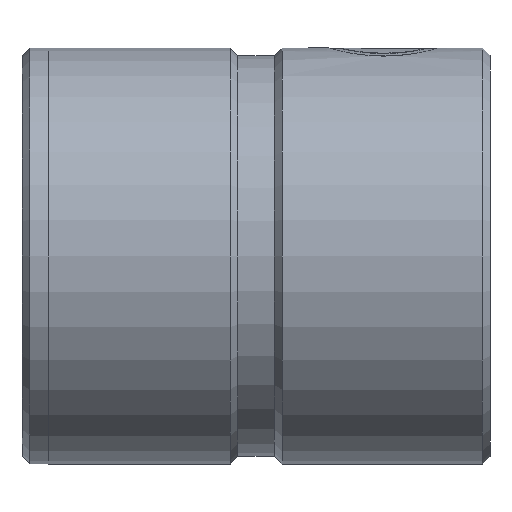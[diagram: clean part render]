
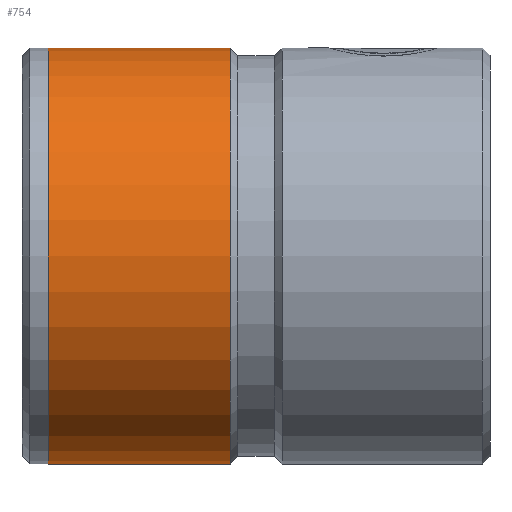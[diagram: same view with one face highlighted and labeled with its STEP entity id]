
A CAD part, left-side view. The second image highlights one B-rep face of the part: STEP entity #754.
In plain terms, the highlighted cylindrical face has radius 40 mm (diameter 80 mm), a partial arc.
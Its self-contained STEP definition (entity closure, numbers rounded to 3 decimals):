
#44 = DIRECTION ( 'NONE',  ( 0., 0., -1. ) ) ;
#79 = CARTESIAN_POINT ( 'NONE',  ( 0., 85., 40. ) ) ;
#147 = CARTESIAN_POINT ( 'NONE',  ( 0., 50., 0. ) ) ;
#150 = ORIENTED_EDGE ( 'NONE', *, *, #181, .T. ) ;
#181 = EDGE_CURVE ( 'NONE', #1062, #1542, #426, .T. ) ;
#265 = FACE_OUTER_BOUND ( 'NONE', #1306, .T. ) ;
#286 = DIRECTION ( 'NONE',  ( 0., 0., -1. ) ) ;
#307 = AXIS2_PLACEMENT_3D ( 'NONE', #1688, #888, #44 ) ;
#341 = AXIS2_PLACEMENT_3D ( 'NONE', #945, #560, #428 ) ;
#426 = CIRCLE ( 'NONE', #307, 40. ) ;
#428 = DIRECTION ( 'NONE',  ( 0., 0., -1. ) ) ;
#436 = CIRCLE ( 'NONE', #1504, 40. ) ;
#446 = VECTOR ( 'NONE', #935, 1000. ) ;
#499 = ORIENTED_EDGE ( 'NONE', *, *, #1554, .T. ) ;
#560 = DIRECTION ( 'NONE',  ( 0., -1., 0. ) ) ;
#736 = VERTEX_POINT ( 'NONE', #1413 ) ;
#744 = CYLINDRICAL_SURFACE ( 'NONE', #341, 40. ) ;
#754 = ADVANCED_FACE ( 'NONE', ( #265 ), #744, .T. ) ;
#796 = LINE ( 'NONE', #810, #446 ) ;
#810 = CARTESIAN_POINT ( 'NONE',  ( 0., 0., -40. ) ) ;
#888 = DIRECTION ( 'NONE',  ( 0., -1., 0. ) ) ;
#893 = DIRECTION ( 'NONE',  ( 0., -1., 0. ) ) ;
#902 = EDGE_CURVE ( 'NONE', #736, #1678, #436, .T. ) ;
#935 = DIRECTION ( 'NONE',  ( 0., -1., 0. ) ) ;
#945 = CARTESIAN_POINT ( 'NONE',  ( 0., 0., 0. ) ) ;
#979 = ORIENTED_EDGE ( 'NONE', *, *, #902, .F. ) ;
#1017 = VECTOR ( 'NONE', #893, 1000. ) ;
#1062 = VERTEX_POINT ( 'NONE', #79 ) ;
#1080 = DIRECTION ( 'NONE',  ( 0., -1., 0. ) ) ;
#1253 = CARTESIAN_POINT ( 'NONE',  ( 0., 50., -40. ) ) ;
#1282 = ORIENTED_EDGE ( 'NONE', *, *, #1312, .F. ) ;
#1306 = EDGE_LOOP ( 'NONE', ( #1282, #150, #499, #979 ) ) ;
#1312 = EDGE_CURVE ( 'NONE', #1062, #736, #1457, .T. ) ;
#1413 = CARTESIAN_POINT ( 'NONE',  ( 0., 50., 40. ) ) ;
#1457 = LINE ( 'NONE', #1690, #1017 ) ;
#1504 = AXIS2_PLACEMENT_3D ( 'NONE', #147, #1080, #286 ) ;
#1542 = VERTEX_POINT ( 'NONE', #1608 ) ;
#1554 = EDGE_CURVE ( 'NONE', #1542, #1678, #796, .T. ) ;
#1608 = CARTESIAN_POINT ( 'NONE',  ( 0., 85., -40. ) ) ;
#1678 = VERTEX_POINT ( 'NONE', #1253 ) ;
#1688 = CARTESIAN_POINT ( 'NONE',  ( 0., 85., 0. ) ) ;
#1690 = CARTESIAN_POINT ( 'NONE',  ( 0., 0., 40. ) ) ;
